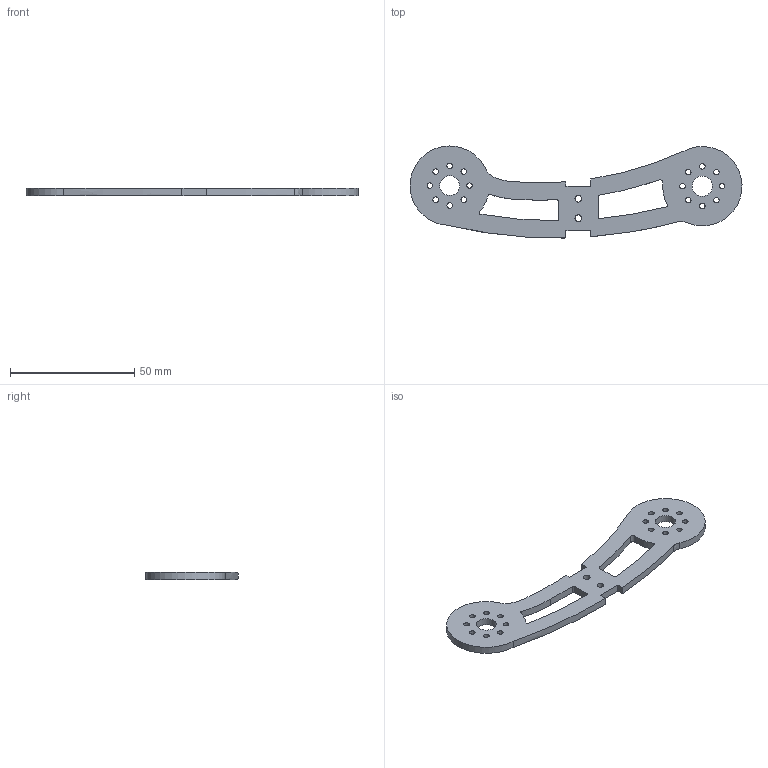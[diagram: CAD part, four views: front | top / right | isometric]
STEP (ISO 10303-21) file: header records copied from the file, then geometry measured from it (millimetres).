
FILE_DESCRIPTION( ( '' ), ' ' );
FILE_NAME( '5a786708110e670fe0cf4cef.step', '2018-02-05T14:15:37', ( '' ), ( '' ), ' ', ' ', ' ' );
FILE_SCHEMA( ( 'AUTOMOTIVE_DESIGN { 1 0 10303 214 1 1 1 1 }' ) );
Length unit declared in the file: metre
Products named in the file (1): Leg - Femur-large
Bounding box: 133.87 x 37.13 x 3 mm (x, y, z)
Volume: 7913.6 mm3; surface area: 7236.9 mm2
Topology: 1 solids, 1 shells, 53 faces, 155 edges, 104 vertices
Faces by surface type: cylinder 35, plane 10, extrusion 8
Full cylindrical faces by diameter (mm): 2.2 x16, 2.7 x2, 8 x1, 8.2 x1
Entity records: 2329 total; most frequent: CARTESIAN_POINT 451, DIRECTION 284, ORIENTED_EDGE 266, EDGE_CURVE 133, EDGE_LOOP 117, AXIS2_PLACEMENT_3D 116, VERTEX_POINT 102, FACE_OUTER_BOUND 73
